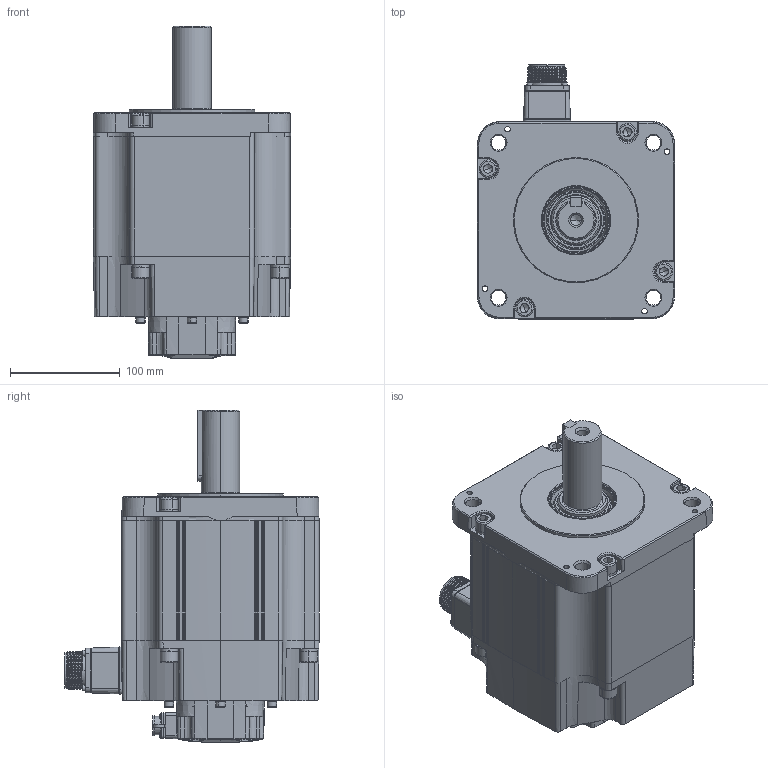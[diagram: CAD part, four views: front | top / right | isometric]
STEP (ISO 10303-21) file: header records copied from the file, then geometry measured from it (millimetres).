
FILE_DESCRIPTION (( 'STEP AP214' ), '1' );
FILE_NAME ('EM3G-44D(±§Õ¢).STEP', '2023-11-16T10:49:56', ( '' ), ( '' ), 'SwSTEP 2.0', 'SolidWorks 2018', '' );
FILE_SCHEMA (( 'AUTOMOTIVE_DESIGN' ));
Length unit declared in the file: millimetre
Products named in the file (1): EM3G-44D(惕掅)
Bounding box: 180 x 231.9 x 303 mm (x, y, z)
Volume: 5557457.9 mm3; surface area: 295903.1 mm2
Topology: 11 solids, 38 shells, 3137 faces, 8186 edges, 5204 vertices
Faces by surface type: plane 1499, cylinder 858, bspline 368, cone 259, torus 116, sphere 37
Entity records: 143478 total; most frequent: CARTESIAN_POINT 34427, ORIENTED_EDGE 16132, DIRECTION 14746, EDGE_CURVE 8066, VERTEX_POINT 5200, AXIS2_PLACEMENT_3D 5127, LINE 4492, VECTOR 4492
